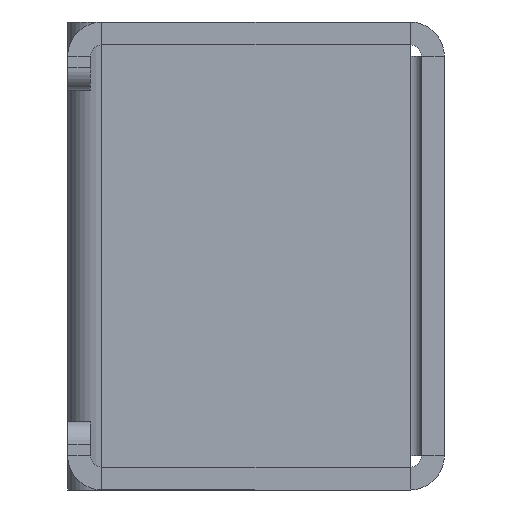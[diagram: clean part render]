
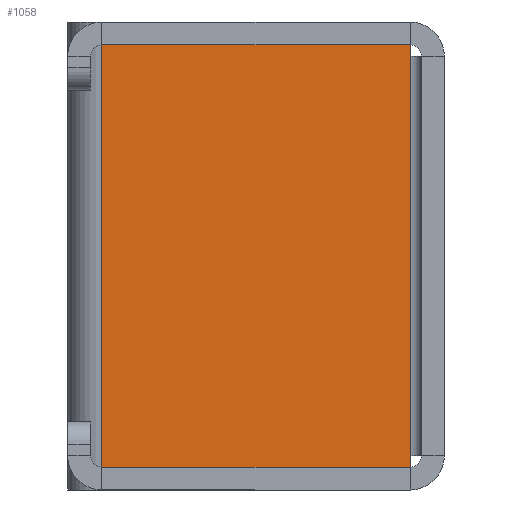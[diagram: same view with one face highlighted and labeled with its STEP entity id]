
A CAD part, front view. The second image highlights one B-rep face of the part: STEP entity #1058.
In plain terms, the highlighted planar face has unit normal (0, -1, 0).
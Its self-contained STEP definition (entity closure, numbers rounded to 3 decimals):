
#31=PLANE('',#1165);
#88=FACE_OUTER_BOUND('',#161,.T.);
#161=EDGE_LOOP('',(#804,#805,#806,#807,#808,#809));
#238=LINE('',#1667,#347);
#242=LINE('',#1682,#351);
#245=LINE('',#1688,#354);
#246=LINE('',#1690,#355);
#247=LINE('',#1692,#356);
#248=LINE('',#1693,#357);
#347=VECTOR('',#1330,10.);
#351=VECTOR('',#1350,1.88);
#354=VECTOR('',#1355,1.88);
#355=VECTOR('',#1356,10.);
#356=VECTOR('',#1357,10.);
#357=VECTOR('',#1358,10.);
#497=VERTEX_POINT('',#1664);
#498=VERTEX_POINT('',#1666);
#501=VERTEX_POINT('',#1681);
#503=VERTEX_POINT('',#1687);
#504=VERTEX_POINT('',#1689);
#505=VERTEX_POINT('',#1691);
#597=EDGE_CURVE('',#498,#497,#238,.T.);
#604=EDGE_CURVE('',#498,#501,#242,.T.);
#607=EDGE_CURVE('',#497,#503,#245,.T.);
#608=EDGE_CURVE('',#503,#504,#246,.T.);
#609=EDGE_CURVE('',#504,#505,#247,.T.);
#610=EDGE_CURVE('',#505,#501,#248,.T.);
#804=ORIENTED_EDGE('',*,*,#597,.T.);
#805=ORIENTED_EDGE('',*,*,#607,.T.);
#806=ORIENTED_EDGE('',*,*,#608,.T.);
#807=ORIENTED_EDGE('',*,*,#609,.T.);
#808=ORIENTED_EDGE('',*,*,#610,.T.);
#809=ORIENTED_EDGE('',*,*,#604,.F.);
#1058=ADVANCED_FACE('',(#88),#31,.F.);
#1165=AXIS2_PLACEMENT_3D('',#1686,#1353,#1354);
#1330=DIRECTION('',(0.,0.,-1.));
#1350=DIRECTION('',(1.,0.,0.));
#1353=DIRECTION('center_axis',(0.,1.,0.));
#1354=DIRECTION('ref_axis',(0.,0.,-1.));
#1355=DIRECTION('',(1.,0.,0.));
#1356=DIRECTION('',(0.,0.,1.));
#1357=DIRECTION('',(0.,0.,1.));
#1358=DIRECTION('',(0.,0.,1.));
#1664=CARTESIAN_POINT('',(-28.,48.,0.));
#1666=CARTESIAN_POINT('',(-28.,48.,41.));
#1667=CARTESIAN_POINT('',(-28.,48.,30.75));
#1681=CARTESIAN_POINT('',(-1.,48.,41.));
#1682=CARTESIAN_POINT('',(4.906,48.,41.));
#1686=CARTESIAN_POINT('Origin',(-14.523,48.,20.5));
#1687=CARTESIAN_POINT('',(-1.,48.,0.));
#1688=CARTESIAN_POINT('',(4.906,48.,0.));
#1689=CARTESIAN_POINT('',(-1.,48.,3.));
#1690=CARTESIAN_POINT('',(-1.,48.,20.5));
#1691=CARTESIAN_POINT('',(-1.,48.,38.));
#1692=CARTESIAN_POINT('',(-1.,48.,20.5));
#1693=CARTESIAN_POINT('',(-1.,48.,20.5));
